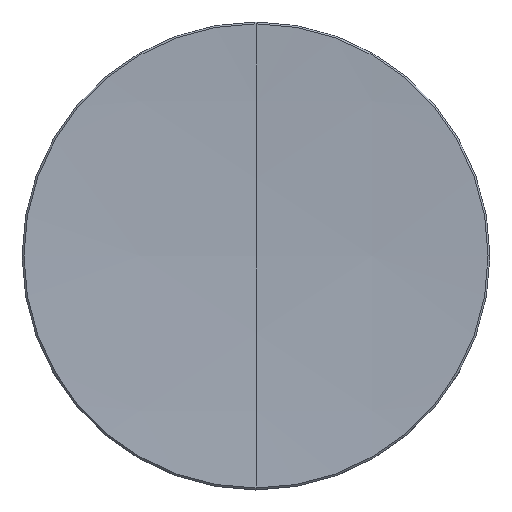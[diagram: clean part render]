
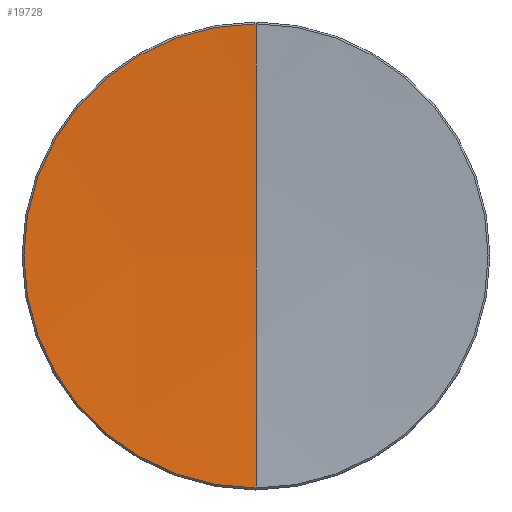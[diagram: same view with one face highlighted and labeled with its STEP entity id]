
A CAD part, top view. The second image highlights one B-rep face of the part: STEP entity #19728.
In plain terms, the highlighted spherical face has radius 400 mm.
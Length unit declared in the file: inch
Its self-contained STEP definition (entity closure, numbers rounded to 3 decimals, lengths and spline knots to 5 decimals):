
#9366 = DIRECTION ( 'NONE',  ( 0., 1., 0. ) ) ;
#9367 = DIRECTION ( 'NONE',  ( 1., 0., 0. ) ) ;
#9368 = CARTESIAN_POINT ( 'NONE',  ( 0., 0., 15.9252 ) ) ;
#9369 = AXIS2_PLACEMENT_3D ( 'NONE', #9368, #9367, #9366 ) ;
#9401 = FACE_OUTER_BOUND ( 'NONE', #21576, .T. ) ;
#9413 = CARTESIAN_POINT ( 'NONE',  ( -0.99214, 0., 0.20845 ) ) ;
#9414 = SPHERICAL_SURFACE ( 'NONE', #9369, 15.74803 ) ;
#9446 = CARTESIAN_POINT ( 'NONE',  ( 0., 0., 0.17717 ) ) ;
#11678 = CIRCLE ( 'NONE', #11703, 15.74803 ) ;
#11700 = DIRECTION ( 'NONE',  ( 0., 1., 0. ) ) ;
#11701 = DIRECTION ( 'NONE',  ( 1., 0., 0. ) ) ;
#11702 = CARTESIAN_POINT ( 'NONE',  ( 0., 0., 15.9252 ) ) ;
#11703 = AXIS2_PLACEMENT_3D ( 'NONE', #11702, #11701, #11700 ) ;
#13916 = CARTESIAN_POINT ( 'NONE',  ( 0., -0.99214, 0.20845 ) ) ;
#13917 = DIRECTION ( 'NONE',  ( 1., 0., 0. ) ) ;
#13918 = DIRECTION ( 'NONE',  ( 0., 0., 1. ) ) ;
#13919 = CARTESIAN_POINT ( 'NONE',  ( 0., 0., 0.20845 ) ) ;
#13927 = CARTESIAN_POINT ( 'NONE',  ( 0., 0., 0.20845 ) ) ;
#13928 = AXIS2_PLACEMENT_3D ( 'NONE', #13927, #14040, #14039 ) ;
#13929 = CIRCLE ( 'NONE', #13928, 0.99214 ) ;
#13962 = AXIS2_PLACEMENT_3D ( 'NONE', #13919, #13918, #13917 ) ;
#13963 = CIRCLE ( 'NONE', #13962, 0.99214 ) ;
#13965 = DIRECTION ( 'NONE',  ( 0., 0., 1. ) ) ;
#13966 = DIRECTION ( 'NONE',  ( -1., 0., 0. ) ) ;
#13967 = CARTESIAN_POINT ( 'NONE',  ( 0., 0., 15.9252 ) ) ;
#13968 = AXIS2_PLACEMENT_3D ( 'NONE', #13967, #13966, #13965 ) ;
#14039 = DIRECTION ( 'NONE',  ( 1., 0., 0. ) ) ;
#14040 = DIRECTION ( 'NONE',  ( 0., 0., 1. ) ) ;
#14075 = CARTESIAN_POINT ( 'NONE',  ( 0., 0.99214, 0.20845 ) ) ;
#14084 = CIRCLE ( 'NONE', #13968, 15.74803 ) ;
#19709 = ORIENTED_EDGE ( 'NONE', *, *, #19713, .T. ) ;
#19713 = EDGE_CURVE ( 'NONE', #21558, #19736, #11678, .T. ) ;
#19721 = VERTEX_POINT ( 'NONE', #9413 ) ;
#19728 = ADVANCED_FACE ( 'NONE', ( #9401 ), #9414, .F. ) ;
#19736 = VERTEX_POINT ( 'NONE', #9446 ) ;
#21402 = VERTEX_POINT ( 'NONE', #14075 ) ;
#21404 = ORIENTED_EDGE ( 'NONE', *, *, #21554, .F. ) ;
#21496 = EDGE_CURVE ( 'NONE', #21402, #19721, #13929, .T. ) ;
#21554 = EDGE_CURVE ( 'NONE', #21402, #19736, #14084, .T. ) ;
#21556 = EDGE_CURVE ( 'NONE', #19721, #21558, #13963, .T. ) ;
#21558 = VERTEX_POINT ( 'NONE', #13916 ) ;
#21576 = EDGE_LOOP ( 'NONE', ( #21577, #21578, #19709, #21404 ) ) ;
#21577 = ORIENTED_EDGE ( 'NONE', *, *, #21496, .T. ) ;
#21578 = ORIENTED_EDGE ( 'NONE', *, *, #21556, .T. ) ;
